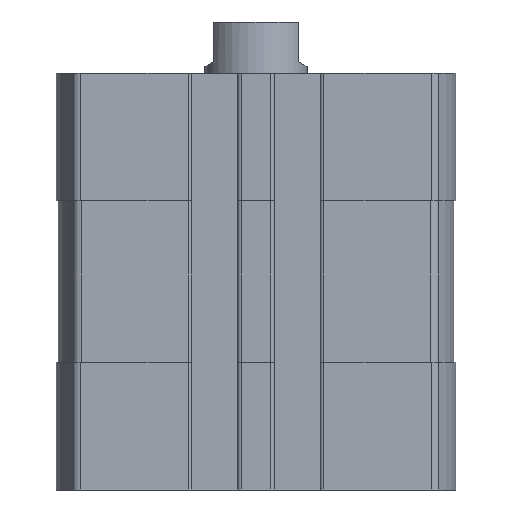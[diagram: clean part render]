
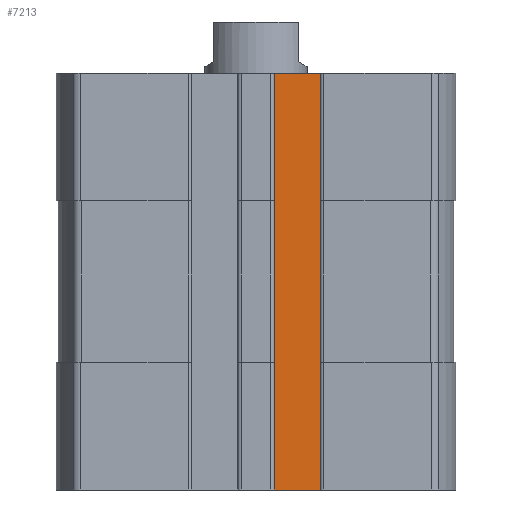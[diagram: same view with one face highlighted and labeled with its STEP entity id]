
A CAD part, left-side view. The second image highlights one B-rep face of the part: STEP entity #7213.
In plain terms, the highlighted planar face has unit normal (-1, 0, 0).
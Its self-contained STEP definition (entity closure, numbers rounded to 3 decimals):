
#47=PLANE('',#7781);
#542=LINE('',#11364,#1138);
#543=LINE('',#11366,#1139);
#544=LINE('',#11368,#1140);
#545=LINE('',#11370,#1141);
#1138=VECTOR('',#8885,1000.);
#1139=VECTOR('',#8888,1000.);
#1140=VECTOR('',#8889,1000.);
#1141=VECTOR('',#8890,1000.);
#1956=ORIENTED_EDGE('',*,*,#4054,.F.);
#1957=ORIENTED_EDGE('',*,*,#4053,.F.);
#1958=ORIENTED_EDGE('',*,*,#4055,.T.);
#1959=ORIENTED_EDGE('',*,*,#4056,.T.);
#4053=EDGE_CURVE('',#5074,#5073,#542,.T.);
#4054=EDGE_CURVE('',#5073,#5075,#543,.T.);
#4055=EDGE_CURVE('',#5074,#5076,#544,.T.);
#4056=EDGE_CURVE('',#5076,#5075,#545,.T.);
#5073=VERTEX_POINT('',#11361);
#5074=VERTEX_POINT('',#11363);
#5075=VERTEX_POINT('',#11367);
#5076=VERTEX_POINT('',#11369);
#6038=EDGE_LOOP('',(#1956,#1957,#1958,#1959));
#6564=FACE_BOUND('',#6038,.T.);
#7213=ADVANCED_FACE('',(#6564),#47,.T.);
#7781=AXIS2_PLACEMENT_3D('',#11365,#8886,#8887);
#8885=DIRECTION('',(0.,0.,1.));
#8886=DIRECTION('',(-1.,0.,0.));
#8887=DIRECTION('',(0.,0.,1.));
#8888=DIRECTION('',(0.,-1.,0.));
#8889=DIRECTION('',(0.,-1.,0.));
#8890=DIRECTION('',(0.,0.,1.));
#11361=CARTESIAN_POINT('',(-17.6,-1.85,0.));
#11363=CARTESIAN_POINT('',(-17.6,-1.85,-49.));
#11364=CARTESIAN_POINT('',(-17.6,-1.85,-49.));
#11365=CARTESIAN_POINT('',(-17.6,-1.85,-49.));
#11366=CARTESIAN_POINT('',(-17.6,-1.85,0.));
#11367=CARTESIAN_POINT('',(-17.6,-7.85,0.));
#11368=CARTESIAN_POINT('',(-17.6,-1.85,-49.));
#11369=CARTESIAN_POINT('',(-17.6,-7.85,-49.));
#11370=CARTESIAN_POINT('',(-17.6,-7.85,-49.));
